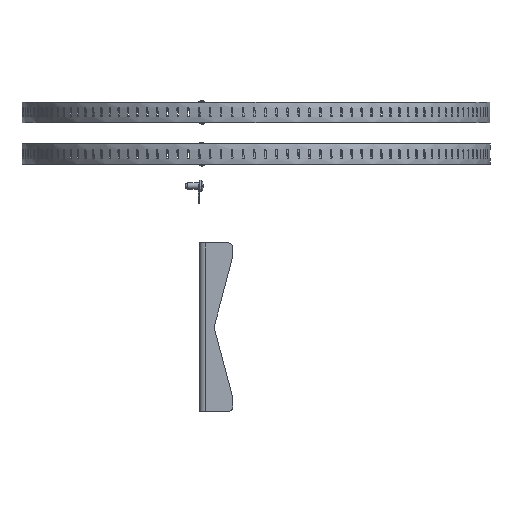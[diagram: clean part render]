
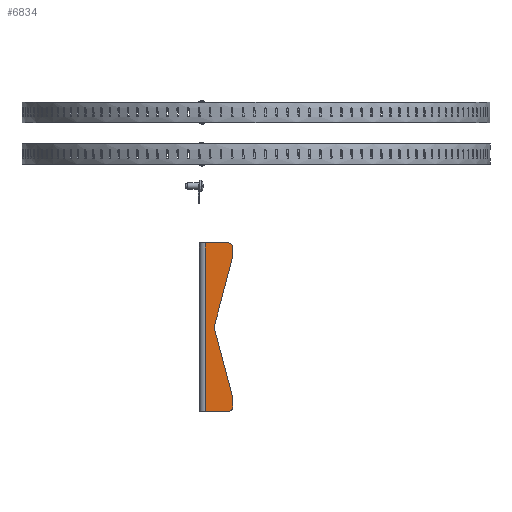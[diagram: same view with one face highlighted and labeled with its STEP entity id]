
A CAD part, left-side view. The second image highlights one B-rep face of the part: STEP entity #6834.
In plain terms, the highlighted planar face has unit normal (-1, 0, 0).
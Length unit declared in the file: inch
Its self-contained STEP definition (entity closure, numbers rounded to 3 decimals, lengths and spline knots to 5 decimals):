
#55 = VERTEX_POINT ( 'NONE', #30302 ) ;
#247 = CARTESIAN_POINT ( 'NONE',  ( -0.925, 0., -1.9375 ) ) ;
#727 = VECTOR ( 'NONE', #25634, 39.37008 ) ;
#1235 = CARTESIAN_POINT ( 'NONE',  ( -0.925, 0.5, 0.0625 ) ) ;
#1363 = AXIS2_PLACEMENT_3D ( 'NONE', #32946, #27134, #13325 ) ;
#1364 = CARTESIAN_POINT ( 'NONE',  ( -0.925, 0.65264, 2.32283 ) ) ;
#2417 = ORIENTED_EDGE ( 'NONE', *, *, #17237, .F. ) ;
#4035 = LINE ( 'NONE', #36553, #24749 ) ;
#5123 = DIRECTION ( 'NONE',  ( 0., 0.258, 0.966 ) ) ;
#5910 = DIRECTION ( 'NONE',  ( 0., -1., 0. ) ) ;
#6834 = ADVANCED_FACE ( 'NONE', ( #35965 ), #23243, .T. ) ;
#8073 = ORIENTED_EDGE ( 'NONE', *, *, #23779, .F. ) ;
#8273 = EDGE_CURVE ( 'NONE', #19965, #55, #4035, .T. ) ;
#9268 = CARTESIAN_POINT ( 'NONE',  ( -0.925, 0.5, 0. ) ) ;
#10613 = CARTESIAN_POINT ( 'NONE',  ( -0.925, 0.65264, -2.32283 ) ) ;
#11380 = EDGE_CURVE ( 'NONE', #16469, #19965, #26427, .T. ) ;
#12074 = LINE ( 'NONE', #1364, #31841 ) ;
#12347 = EDGE_LOOP ( 'NONE', ( #19107, #36012, #35198, #8073, #27493, #2417, #15961, #14307, #39543, #34366 ) ) ;
#12487 = LINE ( 'NONE', #9268, #727 ) ;
#12570 = VECTOR ( 'NONE', #23509, 39.37008 ) ;
#13325 = DIRECTION ( 'NONE',  ( 0., 0., 1. ) ) ;
#13631 = EDGE_CURVE ( 'NONE', #41380, #26000, #22863, .T. ) ;
#13806 = CARTESIAN_POINT ( 'NONE',  ( -0.925, 0.125, 2.19783 ) ) ;
#14307 = ORIENTED_EDGE ( 'NONE', *, *, #13631, .T. ) ;
#15961 = ORIENTED_EDGE ( 'NONE', *, *, #42487, .T. ) ;
#16326 = CARTESIAN_POINT ( 'NONE',  ( -0.925, 0.76, 2.32283 ) ) ;
#16469 = VERTEX_POINT ( 'NONE', #1235 ) ;
#17237 = EDGE_CURVE ( 'NONE', #30018, #23415, #33247, .T. ) ;
#17632 = VERTEX_POINT ( 'NONE', #36848 ) ;
#18028 = EDGE_CURVE ( 'NONE', #25292, #23415, #34219, .T. ) ;
#18613 = CIRCLE ( 'NONE', #23426, 0.125 ) ;
#19107 = ORIENTED_EDGE ( 'NONE', *, *, #11380, .T. ) ;
#19965 = VERTEX_POINT ( 'NONE', #22137 ) ;
#20518 = VECTOR ( 'NONE', #5123, 39.37008 ) ;
#21076 = CARTESIAN_POINT ( 'NONE',  ( -0.925, 0., -1.9375 ) ) ;
#22137 = CARTESIAN_POINT ( 'NONE',  ( -0.925, 0., 1.9375 ) ) ;
#22863 = LINE ( 'NONE', #42455, #12570 ) ;
#23070 = CARTESIAN_POINT ( 'NONE',  ( -0.925, 0.125, -2.32283 ) ) ;
#23243 = PLANE ( 'NONE',  #1363 ) ;
#23415 = VERTEX_POINT ( 'NONE', #24431 ) ;
#23426 = AXIS2_PLACEMENT_3D ( 'NONE', #39054, #28754, #25721 ) ;
#23509 = DIRECTION ( 'NONE',  ( 0., 0., 1. ) ) ;
#23779 = EDGE_CURVE ( 'NONE', #25292, #17632, #12074, .T. ) ;
#23971 = DIRECTION ( 'NONE',  ( 0., 1., 0. ) ) ;
#24094 = CARTESIAN_POINT ( 'NONE',  ( -0.925, 0.76, 0. ) ) ;
#24431 = CARTESIAN_POINT ( 'NONE',  ( -0.925, 0.76, -2.32283 ) ) ;
#24749 = VECTOR ( 'NONE', #33549, 39.37008 ) ;
#25292 = VERTEX_POINT ( 'NONE', #16326 ) ;
#25634 = DIRECTION ( 'NONE',  ( 0., 0., 1. ) ) ;
#25721 = DIRECTION ( 'NONE',  ( 0., 1., 0. ) ) ;
#26000 = VERTEX_POINT ( 'NONE', #247 ) ;
#26427 = LINE ( 'NONE', #39556, #42168 ) ;
#27134 = DIRECTION ( 'NONE',  ( -1., 0., 0. ) ) ;
#27493 = ORIENTED_EDGE ( 'NONE', *, *, #18028, .T. ) ;
#28754 = DIRECTION ( 'NONE',  ( -1., 0., 0. ) ) ;
#28975 = DIRECTION ( 'NONE',  ( 1., 0., 0. ) ) ;
#30018 = VERTEX_POINT ( 'NONE', #23070 ) ;
#30302 = CARTESIAN_POINT ( 'NONE',  ( -0.925, 0., 2.19783 ) ) ;
#31410 = DIRECTION ( 'NONE',  ( 0., 0., -1. ) ) ;
#31841 = VECTOR ( 'NONE', #41158, 39.37008 ) ;
#32946 = CARTESIAN_POINT ( 'NONE',  ( -0.925, 0., 0. ) ) ;
#33215 = VERTEX_POINT ( 'NONE', #38743 ) ;
#33247 = LINE ( 'NONE', #10613, #38466 ) ;
#33549 = DIRECTION ( 'NONE',  ( 0., 0., 1. ) ) ;
#33648 = CIRCLE ( 'NONE', #35038, 0.125 ) ;
#34219 = LINE ( 'NONE', #24094, #40492 ) ;
#34366 = ORIENTED_EDGE ( 'NONE', *, *, #42249, .T. ) ;
#35038 = AXIS2_PLACEMENT_3D ( 'NONE', #13806, #28975, #5910 ) ;
#35198 = ORIENTED_EDGE ( 'NONE', *, *, #37469, .F. ) ;
#35346 = CARTESIAN_POINT ( 'NONE',  ( -0.925, 0., -2.19783 ) ) ;
#35965 = FACE_OUTER_BOUND ( 'NONE', #12347, .T. ) ;
#35980 = EDGE_CURVE ( 'NONE', #26000, #33215, #37646, .T. ) ;
#36012 = ORIENTED_EDGE ( 'NONE', *, *, #8273, .T. ) ;
#36324 = DIRECTION ( 'NONE',  ( 0., -0.258, 0.966 ) ) ;
#36553 = CARTESIAN_POINT ( 'NONE',  ( -0.925, 0., 0. ) ) ;
#36848 = CARTESIAN_POINT ( 'NONE',  ( -0.925, 0.125, 2.32283 ) ) ;
#37469 = EDGE_CURVE ( 'NONE', #17632, #55, #33648, .T. ) ;
#37646 = LINE ( 'NONE', #21076, #20518 ) ;
#38466 = VECTOR ( 'NONE', #23971, 39.37008 ) ;
#38743 = CARTESIAN_POINT ( 'NONE',  ( -0.925, 0.5, -0.0625 ) ) ;
#39054 = CARTESIAN_POINT ( 'NONE',  ( -0.925, 0.125, -2.19783 ) ) ;
#39543 = ORIENTED_EDGE ( 'NONE', *, *, #35980, .T. ) ;
#39556 = CARTESIAN_POINT ( 'NONE',  ( -0.925, 0.5, 0.0625 ) ) ;
#40492 = VECTOR ( 'NONE', #31410, 39.37008 ) ;
#41158 = DIRECTION ( 'NONE',  ( 0., -1., 0. ) ) ;
#41380 = VERTEX_POINT ( 'NONE', #35346 ) ;
#42168 = VECTOR ( 'NONE', #36324, 39.37008 ) ;
#42249 = EDGE_CURVE ( 'NONE', #33215, #16469, #12487, .T. ) ;
#42455 = CARTESIAN_POINT ( 'NONE',  ( -0.925, 0., 0. ) ) ;
#42487 = EDGE_CURVE ( 'NONE', #30018, #41380, #18613, .T. ) ;
